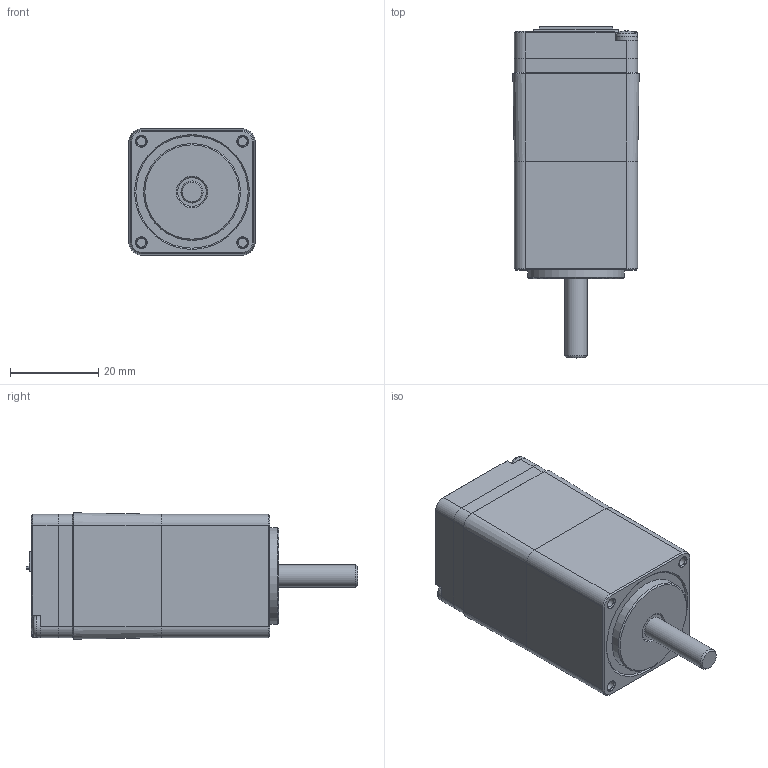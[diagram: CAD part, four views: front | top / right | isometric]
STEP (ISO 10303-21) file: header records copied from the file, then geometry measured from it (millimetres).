
FILE_DESCRIPTION(/* description */ (''),/* implementation_level */ '2;1');
FILE_NAME(/* name */ 'PD1-C281S15-E-20-x.stp',/* time_stamp */ '2023-11-02T15:17:09+01:00',/* author */ ('angelika.schneid'),/* organization */ (''),/* preprocessor_version */ 'ST-DEVELOPER v18.1',/* originating_system */ 'Autodesk Inventor 2021',/* authorisation */ '');
FILE_SCHEMA (('AUTOMOTIVE_DESIGN { 1 0 10303 214 3 1 1 }'));
Products named in the file (1): PD1-C281S15-E-OF-2
Bounding box: 28.69 x 75.42 x 28.69 mm (x, y, z)
Volume: 48954.2 mm3; surface area: 22524 mm2
Topology: 34 solids, 42 shells, 1144 faces, 2970 edges, 1941 vertices
Faces by surface type: plane 799, cylinder 208, cone 54, bspline 50, torus 29, sphere 4
Full cylindrical faces by diameter (mm): 0.991 x3, 2.013 x2, 2.05 x4, 2.256 x2, 2.3 x2, 2.5 x8, 2.8 x6, 2.9 x2, 3.8 x2, 4 x2, 5 x1, 13 x1, 17.18 x1, 22 x1
Entity records: 45710 total; most frequent: CARTESIAN_POINT 16410, ORIENTED_EDGE 5924, DIRECTION 5652, EDGE_CURVE 2968, LINE 2194, VECTOR 2194, VERTEX_POINT 1941, AXIS2_PLACEMENT_3D 1729
